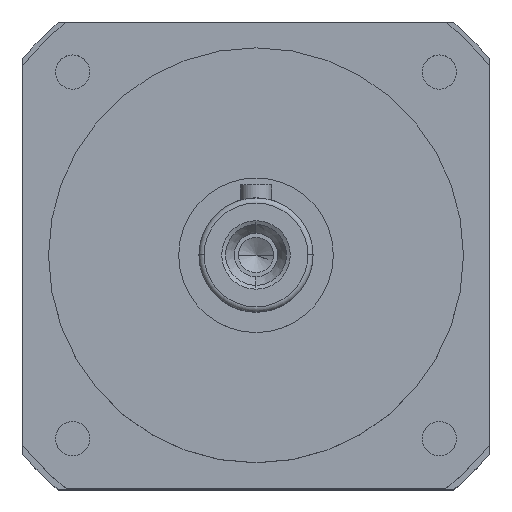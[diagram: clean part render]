
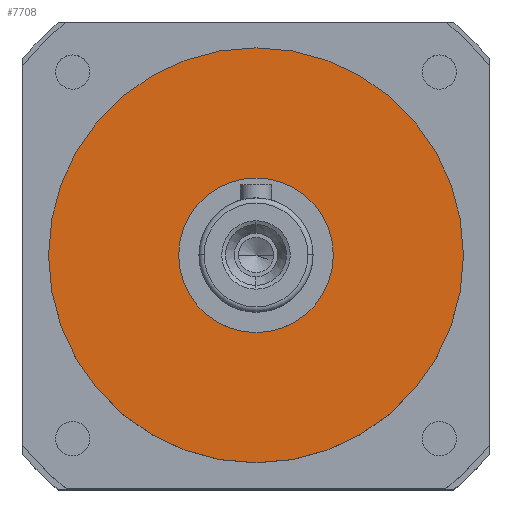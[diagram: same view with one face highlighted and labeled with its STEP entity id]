
A CAD part, top view. The second image highlights one B-rep face of the part: STEP entity #7708.
In plain terms, the highlighted planar face has unit normal (0, 0, 1).
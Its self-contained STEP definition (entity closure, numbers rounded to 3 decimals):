
#1082 = VERTEX_POINT ( 'NONE', #2358 ) ;
#1815 = PLANE ( 'NONE',  #8483 ) ;
#2358 = CARTESIAN_POINT ( 'NONE',  ( -40., 0., 97.5 ) ) ;
#2404 = AXIS2_PLACEMENT_3D ( 'NONE', #9819, #4741, #10677 ) ;
#3561 = DIRECTION ( 'NONE',  ( 1., 0., 0. ) ) ;
#4412 = ORIENTED_EDGE ( 'NONE', *, *, #7314, .T. ) ;
#4488 = EDGE_LOOP ( 'NONE', ( #4412, #5414 ) ) ;
#4741 = DIRECTION ( 'NONE',  ( 0., 0., 1. ) ) ;
#5076 = CARTESIAN_POINT ( 'NONE',  ( 0., 0., 97.5 ) ) ;
#5414 = ORIENTED_EDGE ( 'NONE', *, *, #9569, .T. ) ;
#5697 = CIRCLE ( 'NONE', #8982, 40. ) ;
#5910 = DIRECTION ( 'NONE',  ( 1., 0., 0. ) ) ;
#6931 = FACE_OUTER_BOUND ( 'NONE', #4488, .T. ) ;
#7314 = EDGE_CURVE ( 'NONE', #1082, #10051, #8916, .T. ) ;
#7708 = ADVANCED_FACE ( 'NONE', ( #6931 ), #1815, .T. ) ;
#7768 = CARTESIAN_POINT ( 'NONE',  ( 0., 0., 97.5 ) ) ;
#8483 = AXIS2_PLACEMENT_3D ( 'NONE', #7768, #8657, #3561 ) ;
#8582 = CARTESIAN_POINT ( 'NONE',  ( 40., 0., 97.5 ) ) ;
#8657 = DIRECTION ( 'NONE',  ( 0., 0., 1. ) ) ;
#8916 = CIRCLE ( 'NONE', #2404, 40. ) ;
#8982 = AXIS2_PLACEMENT_3D ( 'NONE', #5076, #11007, #5910 ) ;
#9569 = EDGE_CURVE ( 'NONE', #10051, #1082, #5697, .T. ) ;
#9819 = CARTESIAN_POINT ( 'NONE',  ( 0., 0., 97.5 ) ) ;
#10051 = VERTEX_POINT ( 'NONE', #8582 ) ;
#10677 = DIRECTION ( 'NONE',  ( 1., 0., 0. ) ) ;
#11007 = DIRECTION ( 'NONE',  ( 0., 0., 1. ) ) ;
